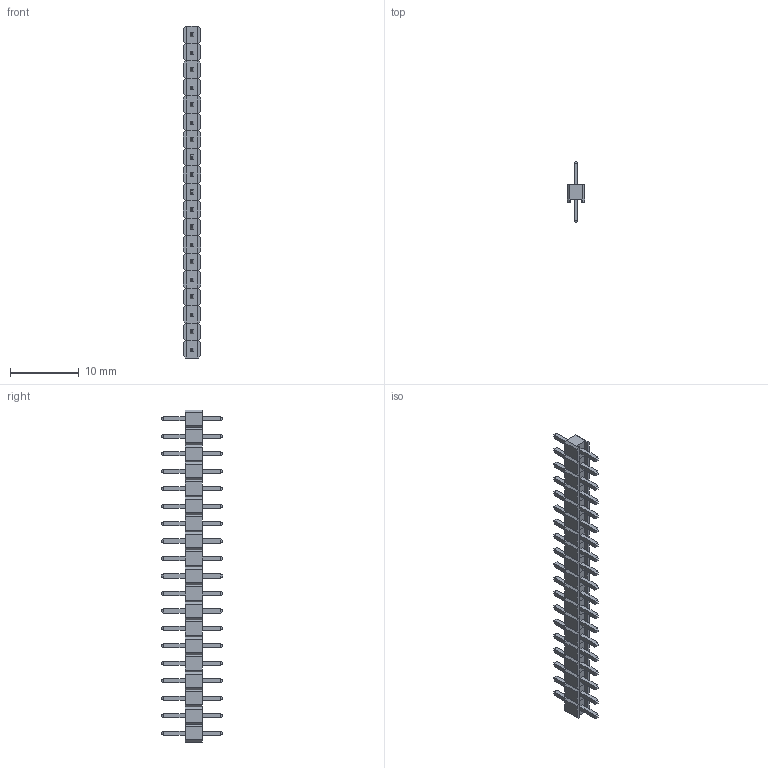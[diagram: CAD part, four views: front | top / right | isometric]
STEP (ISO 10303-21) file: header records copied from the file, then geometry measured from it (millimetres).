
FILE_DESCRIPTION (( 'STEP AP214' ), '1' );
FILE_NAME ('Pin Header 19 Way.STEP', '2025-07-01T08:49:02', ( '' ), ( '' ), 'SwSTEP 2.0', 'SolidWorks 2025', '' );
FILE_SCHEMA (( 'AUTOMOTIVE_DESIGN' ));
Length unit declared in the file: millimetre
Products named in the file (1): Pin Header 19 Way
Bounding box: 2.54 x 8.88 x 48.26 mm (x, y, z)
Volume: 308.3 mm3; surface area: 994.3 mm2
Topology: 19 solids, 19 shells, 608 faces, 1444 edges, 912 vertices
Faces by surface type: plane 608
Entity records: 23825 total; most frequent: CARTESIAN_POINT 2965, ORIENTED_EDGE 2888, DIRECTION 2662, EDGE_CURVE 1444, VECTOR 1444, LINE 1444, VERTEX_POINT 912, EDGE_LOOP 646
